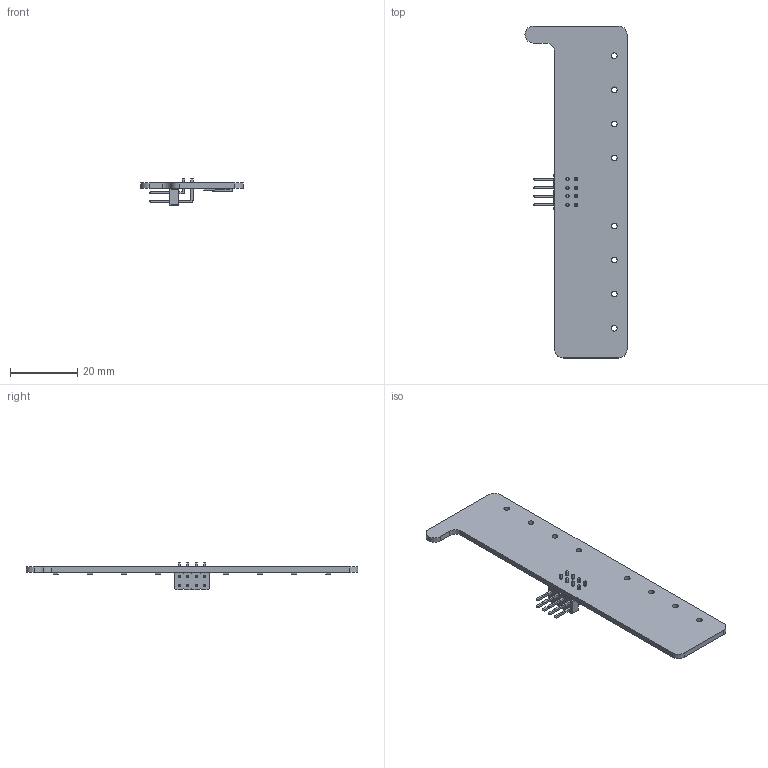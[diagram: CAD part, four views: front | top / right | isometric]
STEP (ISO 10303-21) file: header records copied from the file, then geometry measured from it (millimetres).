
FILE_DESCRIPTION(('KiCad electronic assembly'),'2;1');
FILE_NAME('PM-RQ8-front.step','2024-08-27T08:33:11',('Pcbnew'),('Kicad') ,'Open CASCADE STEP processor 7.6','KiCad to STEP converter','Unknown' );
FILE_SCHEMA(('AUTOMOTIVE_DESIGN { 1 0 10303 214 1 1 1 1 }'));
Length unit declared in the file: millimetre
Products named in the file (8): PM-RQ8-front 1; R_1206_3216Metric; QFN-28-1EP_6x6mm_P0.65mm_EP4.25x4.25mm; QFN-28-1EP_6x6mm_Pitch0.65mm; PinHeader_2x04_P2.54mm_Horizontal; PinHeader_2x04_P254mm_Horizontal; PM-RQ8-front_PCB
Assembly tree (14 placements, depth 3):
  PM-RQ8-front 1
    R_1206_3216Metric  x8
      R_1206_3216Metric
    QFN-28-1EP_6x6mm_P0.65mm_EP4.25x4.25mm
      QFN-28-1EP_6x6mm_Pitch0.65mm
    PinHeader_2x04_P2.54mm_Horizontal
      PinHeader_2x04_P254mm_Horizontal
    PM-RQ8-front_PCB
Bounding box: 30.48 x 99.06 x 8.08 mm (x, y, z)
Volume: 3675.5 mm3; surface area: 5505.6 mm2
Topology: 11 solids, 11 shells, 615 faces, 1629 edges, 1054 vertices
Faces by surface type: plane 492, cylinder 123
Full cylindrical faces by diameter (mm): 0.5 x1, 1 x8, 1.7 x8
Entity records: 16313 total; most frequent: CARTESIAN_POINT 2347, ORIENTED_EDGE 2306, DIRECTION 2183, EDGE_CURVE 1153, LINE 1019, VECTOR 1019, VERTEX_POINT 746, AXIS2_PLACEMENT_3D 582
